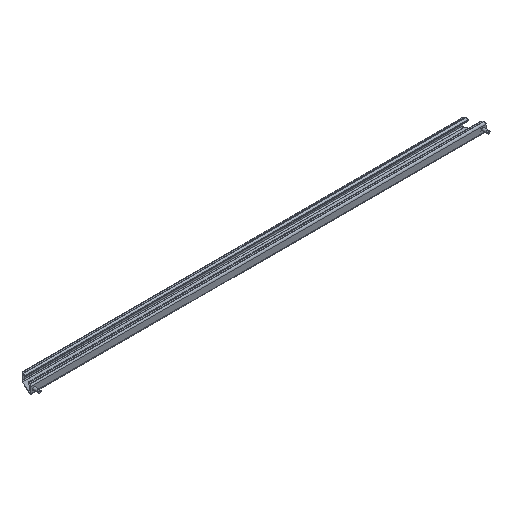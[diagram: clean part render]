
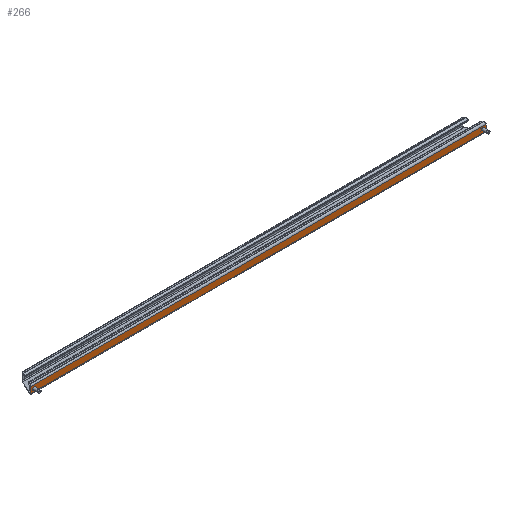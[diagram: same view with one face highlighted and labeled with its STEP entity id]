
A CAD part, isometric view. The second image highlights one B-rep face of the part: STEP entity #266.
In plain terms, the highlighted planar face has unit normal (0, -1, 0).
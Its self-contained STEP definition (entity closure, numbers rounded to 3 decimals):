
#266=ADVANCED_FACE('',(#483,#484,#485),#486,.T.);
#483=FACE_BOUND('',#674,.T.);
#484=FACE_BOUND('',#675,.T.);
#485=FACE_OUTER_BOUND('',#676,.T.);
#486=PLANE('',#677);
#674=EDGE_LOOP('',(#1163,#1164));
#675=EDGE_LOOP('',(#1165,#1166));
#676=EDGE_LOOP('',(#1167,#1168,#1169,#1170));
#677=AXIS2_PLACEMENT_3D('',#1171,#1172,#1173);
#1163=ORIENTED_EDGE('',*,*,#1257,.T.);
#1164=ORIENTED_EDGE('',*,*,#1259,.T.);
#1165=ORIENTED_EDGE('',*,*,#1252,.T.);
#1166=ORIENTED_EDGE('',*,*,#1262,.T.);
#1167=ORIENTED_EDGE('',*,*,#1266,.T.);
#1168=ORIENTED_EDGE('',*,*,#1376,.F.);
#1169=ORIENTED_EDGE('',*,*,#1338,.T.);
#1170=ORIENTED_EDGE('',*,*,#1374,.T.);
#1171=CARTESIAN_POINT('',(1090.0,14.0,11.25));
#1172=DIRECTION('',(0.0,-1.0,0.0));
#1173=DIRECTION('',(0.0,0.0,1.0));
#1252=EDGE_CURVE('',#1469,#1473,#1475,.T.);
#1257=EDGE_CURVE('',#1478,#1482,#1484,.T.);
#1259=EDGE_CURVE('',#1482,#1478,#1486,.T.);
#1262=EDGE_CURVE('',#1473,#1469,#1489,.T.);
#1266=EDGE_CURVE('',#1495,#1492,#1496,.T.);
#1338=EDGE_CURVE('',#1610,#1607,#1611,.T.);
#1374=EDGE_CURVE('',#1607,#1495,#1657,.T.);
#1376=EDGE_CURVE('',#1610,#1492,#1659,.T.);
#1469=VERTEX_POINT('',#1768);
#1473=VERTEX_POINT('',#1773);
#1475=CIRCLE('',#1776,3.3);
#1478=VERTEX_POINT('',#1779);
#1482=VERTEX_POINT('',#1784);
#1484=CIRCLE('',#1787,3.3);
#1486=CIRCLE('',#1789,3.3);
#1489=CIRCLE('',#1792,3.3);
#1492=VERTEX_POINT('',#1795);
#1495=VERTEX_POINT('',#1798);
#1496=LINE('',#1799,#1800);
#1607=VERTEX_POINT('',#1949);
#1610=VERTEX_POINT('',#1952);
#1611=LINE('',#1953,#1954);
#1657=LINE('',#2018,#2019);
#1659=LINE('',#2021,#2022);
#1768=CARTESIAN_POINT('',(1079.2,14.0,11.25));
#1773=CARTESIAN_POINT('',(1085.8,14.0,11.25));
#1776=AXIS2_PLACEMENT_3D('',#2118,#2119,#2120);
#1779=CARTESIAN_POINT('',(10.8,14.0,11.25));
#1784=CARTESIAN_POINT('',(4.2,14.0,11.25));
#1787=AXIS2_PLACEMENT_3D('',#2126,#2127,#2128);
#1789=AXIS2_PLACEMENT_3D('',#2129,#2130,#2131);
#1792=AXIS2_PLACEMENT_3D('',#2135,#2136,#2137);
#1795=CARTESIAN_POINT('',(0.0,14.0,4.));
#1798=CARTESIAN_POINT('',(0.0,14.0,18.5));
#1799=CARTESIAN_POINT('',(0.0,14.0,4.0));
#1800=VECTOR('',#2144,1.0);
#1949=CARTESIAN_POINT('',(1090.0,14.0,18.5));
#1952=CARTESIAN_POINT('',(1090.0,14.0,4.));
#1953=CARTESIAN_POINT('',(1090.0,14.0,4.0));
#1954=VECTOR('',#2237,1.0);
#2018=CARTESIAN_POINT('',(1090.0,14.0,18.5));
#2019=VECTOR('',#2271,1.0);
#2021=CARTESIAN_POINT('',(1090.0,14.0,4.));
#2022=VECTOR('',#2272,1.0);
#2118=CARTESIAN_POINT('',(1082.5,14.0,11.25));
#2119=DIRECTION('',(0.0,1.0,-0.0));
#2120=DIRECTION('',(-1.0,0.0,0.0));
#2126=CARTESIAN_POINT('',(7.5,14.0,11.25));
#2127=DIRECTION('',(-0.0,1.0,0.0));
#2128=DIRECTION('',(1.0,0.0,0.0));
#2129=CARTESIAN_POINT('',(7.5,14.0,11.25));
#2130=DIRECTION('',(-0.0,1.0,0.0));
#2131=DIRECTION('',(1.0,0.0,0.0));
#2135=CARTESIAN_POINT('',(1082.5,14.0,11.25));
#2136=DIRECTION('',(0.0,1.0,-0.0));
#2137=DIRECTION('',(-1.0,0.0,0.0));
#2144=DIRECTION('',(0.0,0.0,-1.0));
#2237=DIRECTION('',(0.0,-0.0,1.0));
#2271=DIRECTION('',(-1.0,0.0,0.0));
#2272=DIRECTION('',(-1.0,0.0,0.0));
